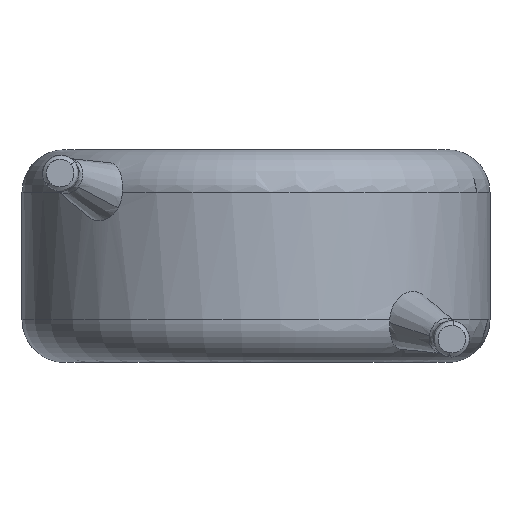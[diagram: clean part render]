
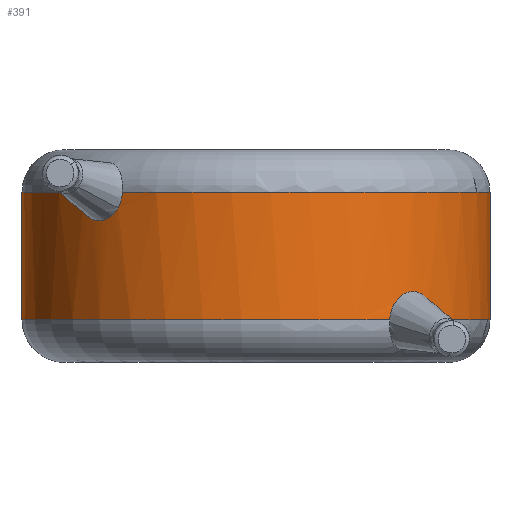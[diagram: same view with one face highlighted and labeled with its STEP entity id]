
A CAD part, front view. The second image highlights one B-rep face of the part: STEP entity #391.
In plain terms, the highlighted cylindrical face has radius 5.5 mm (diameter 11 mm), a partial arc.
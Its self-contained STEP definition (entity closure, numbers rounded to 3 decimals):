
#79 = CARTESIAN_POINT ( 'NONE',  ( 4.153, -3.606, 1.178 ) ) ;
#152 = CARTESIAN_POINT ( 'NONE',  ( -4.135, -3.628, 3.71 ) ) ;
#183 = EDGE_CURVE ( 'NONE', #488, #3831, #2906, .T. ) ;
#258 = EDGE_CURVE ( 'NONE', #2494, #3831, #4005, .T. ) ;
#353 = ORIENTED_EDGE ( 'NONE', *, *, #258, .T. ) ;
#391 = ADVANCED_FACE ( 'NONE', ( #579 ), #3326, .T. ) ;
#449 = ORIENTED_EDGE ( 'NONE', *, *, #2443, .T. ) ;
#488 = VERTEX_POINT ( 'NONE', #2351 ) ;
#490 = CARTESIAN_POINT ( 'NONE',  ( -4.164, -3.593, 3.853 ) ) ;
#532 = ORIENTED_EDGE ( 'NONE', *, *, #3500, .T. ) ;
#556 = CARTESIAN_POINT ( 'NONE',  ( 3.265, -4.427, 1.412 ) ) ;
#579 = FACE_OUTER_BOUND ( 'NONE', #3077, .T. ) ;
#610 = B_SPLINE_CURVE_WITH_KNOTS ( 'NONE', 3,
 ( #3822, #490, #152, #2196, #4140, #3439, #2487, #2498, #2460, #3156 ),
 .UNSPECIFIED., .F., .F.,
 ( 4, 2, 2, 2, 4 ),
 ( 0., 0., 0.001, 0.001, 0.002 ),
 .UNSPECIFIED. ) ;
#671 = EDGE_CURVE ( 'NONE', #1244, #2494, #2466, .T. ) ;
#783 = CARTESIAN_POINT ( 'NONE',  ( 0., 0., 1. ) ) ;
#793 = EDGE_CURVE ( 'NONE', #3353, #4053, #3502, .T. ) ;
#874 = EDGE_CURVE ( 'NONE', #1336, #1244, #1046, .T. ) ;
#877 = LINE ( 'NONE', #2102, #2843 ) ;
#884 = CARTESIAN_POINT ( 'NONE',  ( 3.162, -4.5, 1.176 ) ) ;
#922 = CARTESIAN_POINT ( 'NONE',  ( -5.5, 0., 1. ) ) ;
#924 = CARTESIAN_POINT ( 'NONE',  ( -3.146, -4.511, 3.869 ) ) ;
#937 = CARTESIAN_POINT ( 'NONE',  ( -3.182, -4.487, 3.741 ) ) ;
#995 = DIRECTION ( 'NONE',  ( -1., 0., 0. ) ) ;
#1046 = CIRCLE ( 'NONE', #1654, 5.5 ) ;
#1201 = EDGE_CURVE ( 'NONE', #1215, #3353, #610, .T. ) ;
#1215 = VERTEX_POINT ( 'NONE', #1487 ) ;
#1244 = VERTEX_POINT ( 'NONE', #3570 ) ;
#1260 = DIRECTION ( 'NONE',  ( 1., 0., 0. ) ) ;
#1274 = DIRECTION ( 'NONE',  ( 0., 0., -1. ) ) ;
#1336 = VERTEX_POINT ( 'NONE', #922 ) ;
#1349 = AXIS2_PLACEMENT_3D ( 'NONE', #783, #1768, #2430 ) ;
#1385 = CARTESIAN_POINT ( 'NONE',  ( -3.242, -4.443, 3.635 ) ) ;
#1441 = DIRECTION ( 'NONE',  ( 0., 0., -1. ) ) ;
#1487 = CARTESIAN_POINT ( 'NONE',  ( -4.163, -3.595, 4. ) ) ;
#1571 = CARTESIAN_POINT ( 'NONE',  ( -3.242, -4.443, 3.635 ) ) ;
#1574 = CARTESIAN_POINT ( 'NONE',  ( 3.222, -4.457, 1.339 ) ) ;
#1654 = AXIS2_PLACEMENT_3D ( 'NONE', #3654, #1682, #2615 ) ;
#1682 = DIRECTION ( 'NONE',  ( 0., 0., 1. ) ) ;
#1765 = CARTESIAN_POINT ( 'NONE',  ( -5.5, 0., 4. ) ) ;
#1768 = DIRECTION ( 'NONE',  ( 0., 0., 1. ) ) ;
#1769 = CARTESIAN_POINT ( 'NONE',  ( 4.108, -3.657, 1.344 ) ) ;
#1947 = ORIENTED_EDGE ( 'NONE', *, *, #874, .T. ) ;
#1972 = ORIENTED_EDGE ( 'NONE', *, *, #793, .F. ) ;
#2069 = ORIENTED_EDGE ( 'NONE', *, *, #671, .T. ) ;
#2102 = CARTESIAN_POINT ( 'NONE',  ( -5.5, 0., 5. ) ) ;
#2196 = CARTESIAN_POINT ( 'NONE',  ( -4.016, -3.759, 3.477 ) ) ;
#2227 = CARTESIAN_POINT ( 'NONE',  ( 5.5, 0., 5. ) ) ;
#2235 = CARTESIAN_POINT ( 'NONE',  ( 3.14, -4.515, 1. ) ) ;
#2275 = CARTESIAN_POINT ( 'NONE',  ( 3.144, -4.513, 1.09 ) ) ;
#2327 = CIRCLE ( 'NONE', #4105, 5.5 ) ;
#2351 = CARTESIAN_POINT ( 'NONE',  ( 5.5, 0., 4. ) ) ;
#2430 = DIRECTION ( 'NONE',  ( 1., 0., 0. ) ) ;
#2443 = EDGE_CURVE ( 'NONE', #488, #4053, #4054, .T. ) ;
#2447 = VECTOR ( 'NONE', #1274, 1000. ) ;
#2460 = CARTESIAN_POINT ( 'NONE',  ( -3.308, -4.394, 3.516 ) ) ;
#2466 = B_SPLINE_CURVE_WITH_KNOTS ( 'NONE', 3,
 ( #2235, #2275, #884, #1574, #556, #3553, #3495, #3715, #3426, #3400, #1769, #79, #2740, #3696 ),
 .UNSPECIFIED., .F., .F.,
 ( 4, 2, 2, 2, 2, 2, 4 ),
 ( 0., 0., 0.001, 0.001, 0.002, 0.002, 0.002 ),
 .UNSPECIFIED. ) ;
#2487 = CARTESIAN_POINT ( 'NONE',  ( -3.615, -4.147, 3.323 ) ) ;
#2494 = VERTEX_POINT ( 'NONE', #4250 ) ;
#2498 = CARTESIAN_POINT ( 'NONE',  ( -3.404, -4.322, 3.423 ) ) ;
#2554 = DIRECTION ( 'NONE',  ( 0., 0., -1. ) ) ;
#2615 = DIRECTION ( 'NONE',  ( 1., 0., 0. ) ) ;
#2624 = ORIENTED_EDGE ( 'NONE', *, *, #183, .F. ) ;
#2680 = CARTESIAN_POINT ( 'NONE',  ( 0., 0., 5. ) ) ;
#2704 = ORIENTED_EDGE ( 'NONE', *, *, #1201, .F. ) ;
#2740 = CARTESIAN_POINT ( 'NONE',  ( 4.164, -3.594, 1.09 ) ) ;
#2843 = VECTOR ( 'NONE', #3698, 1000. ) ;
#2898 = CARTESIAN_POINT ( 'NONE',  ( 0., 0., 4. ) ) ;
#2906 = LINE ( 'NONE', #2227, #2447 ) ;
#2982 = ORIENTED_EDGE ( 'NONE', *, *, #4159, .T. ) ;
#3022 = DIRECTION ( 'NONE',  ( 0., 0., -1. ) ) ;
#3039 = AXIS2_PLACEMENT_3D ( 'NONE', #2898, #2554, #1260 ) ;
#3077 = EDGE_LOOP ( 'NONE', ( #2624, #449, #1972, #2704, #532, #2982, #1947, #2069, #353 ) ) ;
#3156 = CARTESIAN_POINT ( 'NONE',  ( -3.242, -4.443, 3.635 ) ) ;
#3313 = AXIS2_PLACEMENT_3D ( 'NONE', #2680, #3022, #995 ) ;
#3326 = CYLINDRICAL_SURFACE ( 'NONE', #3313, 5.5 ) ;
#3353 = VERTEX_POINT ( 'NONE', #1385 ) ;
#3366 = CARTESIAN_POINT ( 'NONE',  ( 0., 0., 4. ) ) ;
#3400 = CARTESIAN_POINT ( 'NONE',  ( 4.075, -3.695, 1.418 ) ) ;
#3426 = CARTESIAN_POINT ( 'NONE',  ( 3.944, -3.835, 1.604 ) ) ;
#3439 = CARTESIAN_POINT ( 'NONE',  ( -3.727, -4.047, 3.316 ) ) ;
#3447 = VERTEX_POINT ( 'NONE', #1765 ) ;
#3495 = CARTESIAN_POINT ( 'NONE',  ( 3.556, -4.2, 1.668 ) ) ;
#3500 = EDGE_CURVE ( 'NONE', #1215, #3447, #2327, .T. ) ;
#3502 = B_SPLINE_CURVE_WITH_KNOTS ( 'NONE', 3,
 ( #1571, #937, #924, #3897 ),
 .UNSPECIFIED., .F., .F.,
 ( 4, 4 ),
 ( 0.002, 0.002 ),
 .UNSPECIFIED. ) ;
#3553 = CARTESIAN_POINT ( 'NONE',  ( 3.418, -4.311, 1.596 ) ) ;
#3570 = CARTESIAN_POINT ( 'NONE',  ( 3.14, -4.515, 1. ) ) ;
#3654 = CARTESIAN_POINT ( 'NONE',  ( 0., 0., 1. ) ) ;
#3696 = CARTESIAN_POINT ( 'NONE',  ( 4.163, -3.595, 1. ) ) ;
#3698 = DIRECTION ( 'NONE',  ( 0., 0., -1. ) ) ;
#3709 = DIRECTION ( 'NONE',  ( 1., 0., 0. ) ) ;
#3715 = CARTESIAN_POINT ( 'NONE',  ( 3.818, -3.963, 1.672 ) ) ;
#3757 = CARTESIAN_POINT ( 'NONE',  ( 5.5, 0., 1. ) ) ;
#3822 = CARTESIAN_POINT ( 'NONE',  ( -4.163, -3.595, 4. ) ) ;
#3831 = VERTEX_POINT ( 'NONE', #3757 ) ;
#3897 = CARTESIAN_POINT ( 'NONE',  ( -3.14, -4.515, 4. ) ) ;
#4005 = CIRCLE ( 'NONE', #1349, 5.5 ) ;
#4053 = VERTEX_POINT ( 'NONE', #4166 ) ;
#4054 = CIRCLE ( 'NONE', #3039, 5.5 ) ;
#4105 = AXIS2_PLACEMENT_3D ( 'NONE', #3366, #1441, #3709 ) ;
#4140 = CARTESIAN_POINT ( 'NONE',  ( -3.93, -3.851, 3.394 ) ) ;
#4159 = EDGE_CURVE ( 'NONE', #3447, #1336, #877, .T. ) ;
#4166 = CARTESIAN_POINT ( 'NONE',  ( -3.14, -4.515, 4. ) ) ;
#4250 = CARTESIAN_POINT ( 'NONE',  ( 4.163, -3.595, 1. ) ) ;
